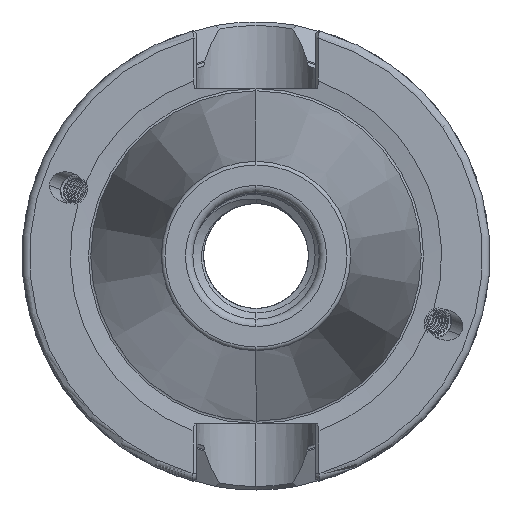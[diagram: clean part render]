
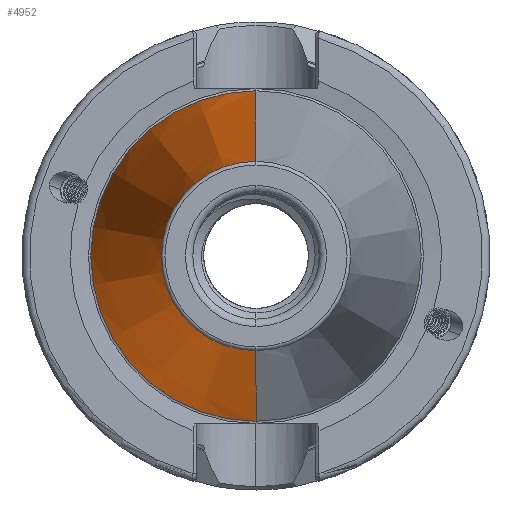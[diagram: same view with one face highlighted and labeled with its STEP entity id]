
A CAD part, left-side view. The second image highlights one B-rep face of the part: STEP entity #4952.
In plain terms, the highlighted conical face has half-angle 8.297 degrees and reference radius 22.24 mm.
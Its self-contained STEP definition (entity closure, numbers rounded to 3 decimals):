
#1781 = VERTEX_POINT ( 'NONE', #5258 ) ;
#1795 = VERTEX_POINT ( 'NONE', #5262 ) ;
#1803 = VERTEX_POINT ( 'NONE', #5244 ) ;
#1815 = VERTEX_POINT ( 'NONE', #5245 ) ;
#2350 = DIRECTION ( 'NONE',  ( 0.99, 0., 0.144 ) ) ;
#2358 = CARTESIAN_POINT ( 'NONE',  ( -0.9, 0., 22.24 ) ) ;
#2659 = DIRECTION ( 'NONE',  ( 0., 0., -1. ) ) ;
#2664 = CARTESIAN_POINT ( 'NONE',  ( -65.972, 0., 0. ) ) ;
#2665 = DIRECTION ( 'NONE',  ( 1., 0., 0. ) ) ;
#2694 = CARTESIAN_POINT ( 'NONE',  ( -0.9, 0., 0. ) ) ;
#2695 = DIRECTION ( 'NONE',  ( 0., 0., -1. ) ) ;
#2703 = DIRECTION ( 'NONE',  ( 1., 0., 0. ) ) ;
#3186 = CONICAL_SURFACE ( 'NONE', #17144, 22.24, 0.145 ) ;
#3206 = FACE_OUTER_BOUND ( 'NONE', #7818, .T. ) ;
#4952 = ADVANCED_FACE ( 'NONE', ( #3206 ), #3186, .T. ) ;
#5244 = CARTESIAN_POINT ( 'NONE',  ( -65.972, 0., 12.75 ) ) ;
#5245 = CARTESIAN_POINT ( 'NONE',  ( -0.9, 0., -22.24 ) ) ;
#5258 = CARTESIAN_POINT ( 'NONE',  ( -0.9, 0., 22.24 ) ) ;
#5262 = CARTESIAN_POINT ( 'NONE',  ( -65.972, 0., -12.75 ) ) ;
#7818 = EDGE_LOOP ( 'NONE', ( #11457, #11442, #11449, #11426 ) ) ;
#9872 = EDGE_CURVE ( 'NONE', #1795, #1815, #17981, .T. ) ;
#9877 = EDGE_CURVE ( 'NONE', #1795, #1803, #17960, .T. ) ;
#9884 = EDGE_CURVE ( 'NONE', #1815, #1781, #17969, .T. ) ;
#9912 = EDGE_CURVE ( 'NONE', #1803, #1781, #17436, .T. ) ;
#11041 = DIRECTION ( 'NONE',  ( 0.99, 0., -0.144 ) ) ;
#11048 = CARTESIAN_POINT ( 'NONE',  ( -0.9, 0., -22.24 ) ) ;
#11426 = ORIENTED_EDGE ( 'NONE', *, *, #9872, .F. ) ;
#11442 = ORIENTED_EDGE ( 'NONE', *, *, #9912, .T. ) ;
#11449 = ORIENTED_EDGE ( 'NONE', *, *, #9884, .F. ) ;
#11457 = ORIENTED_EDGE ( 'NONE', *, *, #9877, .T. ) ;
#15175 = DIRECTION ( 'NONE',  ( 0., 0., -1. ) ) ;
#15176 = CARTESIAN_POINT ( 'NONE',  ( -0.9, 0., 0. ) ) ;
#15179 = DIRECTION ( 'NONE',  ( 1., 0., 0. ) ) ;
#17144 = AXIS2_PLACEMENT_3D ( 'NONE', #15176, #15179, #15175 ) ;
#17302 = AXIS2_PLACEMENT_3D ( 'NONE', #2664, #2665, #2659 ) ;
#17307 = AXIS2_PLACEMENT_3D ( 'NONE', #2694, #2703, #2695 ) ;
#17436 = LINE ( 'NONE', #2358, #17459 ) ;
#17459 = VECTOR ( 'NONE', #2350, 1000. ) ;
#17960 = CIRCLE ( 'NONE', #17302, 12.75 ) ;
#17965 = VECTOR ( 'NONE', #11041, 1000. ) ;
#17969 = CIRCLE ( 'NONE', #17307, 22.24 ) ;
#17981 = LINE ( 'NONE', #11048, #17965 ) ;
